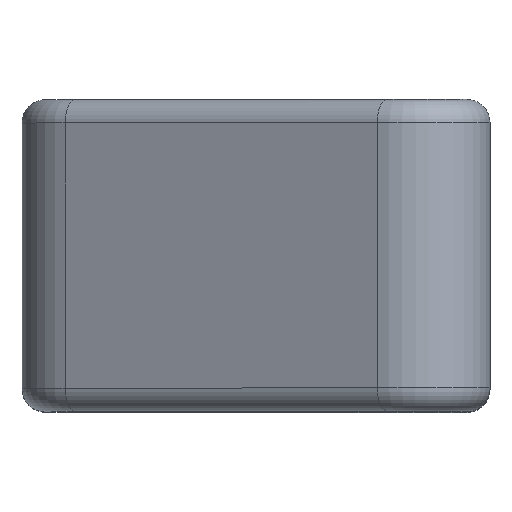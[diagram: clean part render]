
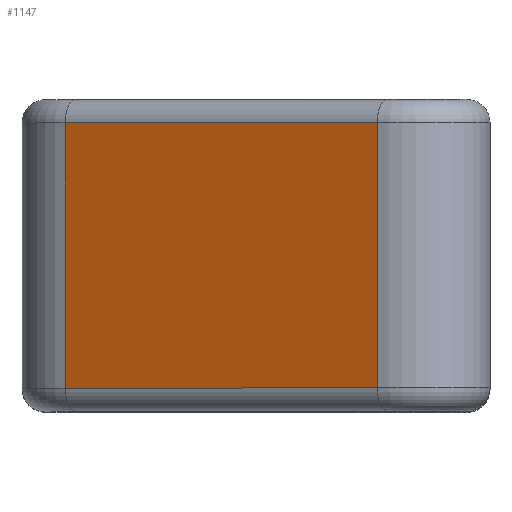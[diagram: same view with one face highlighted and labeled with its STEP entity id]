
A CAD part, top view. The second image highlights one B-rep face of the part: STEP entity #1147.
In plain terms, the highlighted planar face has unit normal (-0.447, 0, 0.894).
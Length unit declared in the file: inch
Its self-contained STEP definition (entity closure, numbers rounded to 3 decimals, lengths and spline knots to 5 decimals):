
#27=PLANE('',#1337);
#123=FACE_OUTER_BOUND('',#197,.T.);
#197=EDGE_LOOP('',(#1025,#1026,#1027,#1028));
#258=LINE('',#2019,#330);
#268=LINE('',#2075,#340);
#270=LINE('',#2087,#342);
#271=LINE('',#2089,#343);
#330=VECTOR('',#1638,0.3937);
#340=VECTOR('',#1722,0.3937);
#342=VECTOR('',#1744,0.3937);
#343=VECTOR('',#1747,0.3937);
#526=VERTEX_POINT('',#2013);
#527=VERTEX_POINT('',#2017);
#535=VERTEX_POINT('',#2069);
#536=VERTEX_POINT('',#2073);
#668=EDGE_CURVE('',#527,#526,#258,.T.);
#696=EDGE_CURVE('',#535,#536,#268,.T.);
#702=EDGE_CURVE('',#527,#536,#270,.T.);
#703=EDGE_CURVE('',#526,#535,#271,.T.);
#1025=ORIENTED_EDGE('',*,*,#668,.F.);
#1026=ORIENTED_EDGE('',*,*,#702,.T.);
#1027=ORIENTED_EDGE('',*,*,#696,.F.);
#1028=ORIENTED_EDGE('',*,*,#703,.F.);
#1147=ADVANCED_FACE('',(#123),#27,.T.);
#1337=AXIS2_PLACEMENT_3D('',#2088,#1745,#1746);
#1638=DIRECTION('',(-0.894,0.,-0.447));
#1722=DIRECTION('',(0.894,0.,0.447));
#1744=DIRECTION('',(0.,1.,0.));
#1745=DIRECTION('center_axis',(-0.447,0.,0.894));
#1746=DIRECTION('ref_axis',(0.894,0.,0.447));
#1747=DIRECTION('',(0.,1.,0.));
#2013=CARTESIAN_POINT('',(-0.05447,0.003,0.03276));
#2017=CARTESIAN_POINT('',(-0.01447,0.003,0.05276));
#2019=CARTESIAN_POINT('',(-0.05124,0.003,0.03438));
#2069=CARTESIAN_POINT('',(-0.05447,0.037,0.03276));
#2073=CARTESIAN_POINT('',(-0.01447,0.037,0.05276));
#2075=CARTESIAN_POINT('',(-0.05124,0.037,0.03438));
#2087=CARTESIAN_POINT('',(-0.01447,0.,0.05276));
#2088=CARTESIAN_POINT('Origin',(-0.05447,0.,0.03276));
#2089=CARTESIAN_POINT('',(-0.05447,0.,0.03276));
